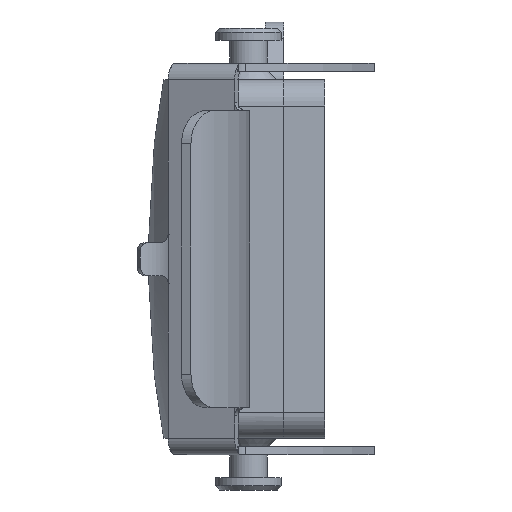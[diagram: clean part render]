
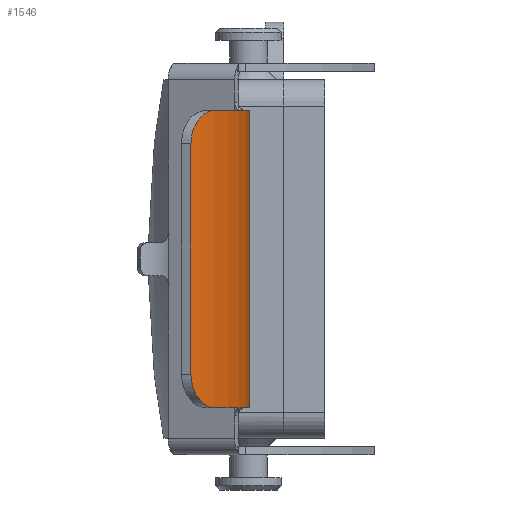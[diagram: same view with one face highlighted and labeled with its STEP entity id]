
A CAD part, left-side view. The second image highlights one B-rep face of the part: STEP entity #1546.
In plain terms, the highlighted cylindrical face has radius 23.561 mm (diameter 47.123 mm), a partial arc.
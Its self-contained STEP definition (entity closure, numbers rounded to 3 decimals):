
#1501 = VERTEX_POINT ( 'NONE', #5486 ) ;
#1509 = EDGE_CURVE ( 'NONE', #1501, #1511, #5570, .T. ) ;
#1511 = VERTEX_POINT ( 'NONE', #5565 ) ;
#1515 = EDGE_CURVE ( 'NONE', #1545, #1501, #5544, .T. ) ;
#1545 = VERTEX_POINT ( 'NONE', #5406 ) ;
#1546 = ADVANCED_FACE ( 'NONE', ( #5427 ), #5613, .T. ) ;
#1548 = ORIENTED_EDGE ( 'NONE', *, *, #1509, .F. ) ;
#1549 = VERTEX_POINT ( 'NONE', #5664 ) ;
#1550 = VERTEX_POINT ( 'NONE', #5647 ) ;
#1552 = ORIENTED_EDGE ( 'NONE', *, *, #1515, .F. ) ;
#1553 = EDGE_CURVE ( 'NONE', #1550, #1545, #5662, .T. ) ;
#1555 = ORIENTED_EDGE ( 'NONE', *, *, #1597, .F. ) ;
#1558 = ORIENTED_EDGE ( 'NONE', *, *, #1553, .F. ) ;
#1559 = EDGE_CURVE ( 'NONE', #1550, #1549, #5696, .T. ) ;
#1564 = ORIENTED_EDGE ( 'NONE', *, *, #1559, .T. ) ;
#1565 = EDGE_CURVE ( 'NONE', #1549, #1567, #5692, .T. ) ;
#1566 = ORIENTED_EDGE ( 'NONE', *, *, #1565, .T. ) ;
#1567 = VERTEX_POINT ( 'NONE', #5682 ) ;
#1571 = EDGE_LOOP ( 'NONE', ( #1548, #1552, #1558, #1564, #1566, #1555 ) ) ;
#1597 = EDGE_CURVE ( 'NONE', #1511, #1567, #5813, .T. ) ;
#5406 = CARTESIAN_POINT ( 'NONE',  ( -19.041, 8.985, -39.75 ) ) ;
#5427 = FACE_OUTER_BOUND ( 'NONE', #1571, .T. ) ;
#5486 = CARTESIAN_POINT ( 'NONE',  ( -22.215, 11.729, -35.75 ) ) ;
#5544 = B_SPLINE_CURVE_WITH_KNOTS ( 'NONE', 3,
 ( #5545, #5609, #5608, #5607, #5606, #5605, #5604, #5603, #5602, #5601, #5600, #5599, #5598, #5597, #5596, #5595, #5594, #5593 ),
 .UNSPECIFIED., .F., .F.,
 ( 4, 2, 2, 2, 2, 2, 2, 2, 4 ),
 ( 0., 0.001, 0.002, 0.002, 0.003, 0.004, 0.005, 0.006, 0.006 ),
 .UNSPECIFIED. ) ;
#5545 = CARTESIAN_POINT ( 'NONE',  ( -19.041, 8.985, -39.75 ) ) ;
#5565 = CARTESIAN_POINT ( 'NONE',  ( -22.215, 11.729, -7.75 ) ) ;
#5567 = DIRECTION ( 'NONE',  ( 0., 0., 1. ) ) ;
#5568 = VECTOR ( 'NONE', #5567, 1000. ) ;
#5569 = CARTESIAN_POINT ( 'NONE',  ( -22.215, 11.729, -39.75 ) ) ;
#5570 = LINE ( 'NONE', #5569, #5568 ) ;
#5593 = CARTESIAN_POINT ( 'NONE',  ( -22.215, 11.729, -35.75 ) ) ;
#5594 = CARTESIAN_POINT ( 'NONE',  ( -22.215, 11.729, -36.021 ) ) ;
#5595 = CARTESIAN_POINT ( 'NONE',  ( -22.195, 11.708, -36.29 ) ) ;
#5596 = CARTESIAN_POINT ( 'NONE',  ( -22.113, 11.624, -36.816 ) ) ;
#5597 = CARTESIAN_POINT ( 'NONE',  ( -22.053, 11.563, -37.068 ) ) ;
#5598 = CARTESIAN_POINT ( 'NONE',  ( -21.897, 11.407, -37.553 ) ) ;
#5599 = CARTESIAN_POINT ( 'NONE',  ( -21.799, 11.309, -37.788 ) ) ;
#5600 = CARTESIAN_POINT ( 'NONE',  ( -21.573, 11.09, -38.22 ) ) ;
#5601 = CARTESIAN_POINT ( 'NONE',  ( -21.445, 10.967, -38.419 ) ) ;
#5602 = CARTESIAN_POINT ( 'NONE',  ( -21.157, 10.701, -38.782 ) ) ;
#5603 = CARTESIAN_POINT ( 'NONE',  ( -20.997, 10.556, -38.948 ) ) ;
#5604 = CARTESIAN_POINT ( 'NONE',  ( -20.657, 10.257, -39.231 ) ) ;
#5605 = CARTESIAN_POINT ( 'NONE',  ( -20.476, 10.103, -39.352 ) ) ;
#5606 = CARTESIAN_POINT ( 'NONE',  ( -20.091, 9.784, -39.549 ) ) ;
#5607 = CARTESIAN_POINT ( 'NONE',  ( -19.888, 9.622, -39.624 ) ) ;
#5608 = CARTESIAN_POINT ( 'NONE',  ( -19.474, 9.302, -39.724 ) ) ;
#5609 = CARTESIAN_POINT ( 'NONE',  ( -19.261, 9.143, -39.75 ) ) ;
#5613 = CYLINDRICAL_SURFACE ( 'NONE', #5620, 23.562 ) ;
#5620 = AXIS2_PLACEMENT_3D ( 'NONE', #5652, #5651, #5649 ) ;
#5644 = DIRECTION ( 'NONE',  ( -1., 0., 0. ) ) ;
#5645 = DIRECTION ( 'NONE',  ( 0., 0., -1. ) ) ;
#5646 = CARTESIAN_POINT ( 'NONE',  ( -5.279, 28.11, -39.75 ) ) ;
#5647 = CARTESIAN_POINT ( 'NONE',  ( -6.679, 4.59, -39.75 ) ) ;
#5649 = DIRECTION ( 'NONE',  ( -1., 0., 0. ) ) ;
#5651 = DIRECTION ( 'NONE',  ( 0., 0., 1. ) ) ;
#5652 = CARTESIAN_POINT ( 'NONE',  ( -5.279, 28.11, -39.75 ) ) ;
#5662 = CIRCLE ( 'NONE', #5665, 23.562 ) ;
#5664 = CARTESIAN_POINT ( 'NONE',  ( -6.679, 4.59, -3.75 ) ) ;
#5665 = AXIS2_PLACEMENT_3D ( 'NONE', #5646, #5645, #5644 ) ;
#5678 = DIRECTION ( 'NONE',  ( -1., 0., 0. ) ) ;
#5679 = DIRECTION ( 'NONE',  ( 0., 0., -1. ) ) ;
#5682 = CARTESIAN_POINT ( 'NONE',  ( -19.041, 8.985, -3.75 ) ) ;
#5688 = AXIS2_PLACEMENT_3D ( 'NONE', #5689, #5679, #5678 ) ;
#5689 = CARTESIAN_POINT ( 'NONE',  ( -5.279, 28.11, -3.75 ) ) ;
#5690 = DIRECTION ( 'NONE',  ( 0., 0., 1. ) ) ;
#5691 = VECTOR ( 'NONE', #5690, 1000. ) ;
#5692 = CIRCLE ( 'NONE', #5688, 23.562 ) ;
#5695 = CARTESIAN_POINT ( 'NONE',  ( -6.679, 4.59, -39.75 ) ) ;
#5696 = LINE ( 'NONE', #5695, #5691 ) ;
#5786 = CARTESIAN_POINT ( 'NONE',  ( -19.041, 8.985, -3.75 ) ) ;
#5787 = CARTESIAN_POINT ( 'NONE',  ( -19.261, 9.143, -3.75 ) ) ;
#5788 = CARTESIAN_POINT ( 'NONE',  ( -19.474, 9.302, -3.776 ) ) ;
#5789 = CARTESIAN_POINT ( 'NONE',  ( -19.891, 9.624, -3.877 ) ) ;
#5790 = CARTESIAN_POINT ( 'NONE',  ( -20.095, 9.787, -3.953 ) ) ;
#5791 = CARTESIAN_POINT ( 'NONE',  ( -20.477, 10.103, -4.149 ) ) ;
#5792 = CARTESIAN_POINT ( 'NONE',  ( -20.658, 10.258, -4.269 ) ) ;
#5793 = CARTESIAN_POINT ( 'NONE',  ( -21., 10.558, -4.555 ) ) ;
#5794 = CARTESIAN_POINT ( 'NONE',  ( -21.159, 10.702, -4.719 ) ) ;
#5795 = CARTESIAN_POINT ( 'NONE',  ( -21.445, 10.968, -5.082 ) ) ;
#5796 = CARTESIAN_POINT ( 'NONE',  ( -21.575, 11.092, -5.284 ) ) ;
#5797 = CARTESIAN_POINT ( 'NONE',  ( -21.802, 11.312, -5.718 ) ) ;
#5798 = CARTESIAN_POINT ( 'NONE',  ( -21.898, 11.407, -5.949 ) ) ;
#5799 = CARTESIAN_POINT ( 'NONE',  ( -22.054, 11.564, -6.435 ) ) ;
#5800 = CARTESIAN_POINT ( 'NONE',  ( -22.115, 11.626, -6.694 ) ) ;
#5801 = CARTESIAN_POINT ( 'NONE',  ( -22.195, 11.708, -7.214 ) ) ;
#5802 = CARTESIAN_POINT ( 'NONE',  ( -22.215, 11.729, -7.48 ) ) ;
#5803 = CARTESIAN_POINT ( 'NONE',  ( -22.215, 11.729, -7.75 ) ) ;
#5813 = B_SPLINE_CURVE_WITH_KNOTS ( 'NONE', 3,
 ( #5803, #5802, #5801, #5800, #5799, #5798, #5797, #5796, #5795, #5794, #5793, #5792, #5791, #5790, #5789, #5788, #5787, #5786 ),
 .UNSPECIFIED., .F., .F.,
 ( 4, 2, 2, 2, 2, 2, 2, 2, 4 ),
 ( 0., 0.001, 0.002, 0.002, 0.003, 0.004, 0.005, 0.006, 0.006 ),
 .UNSPECIFIED. ) ;
